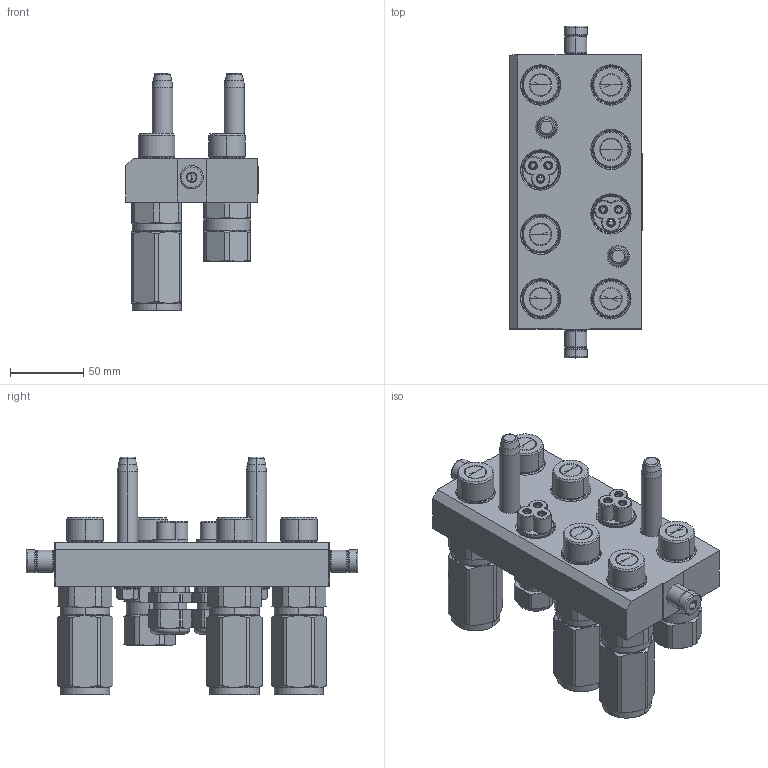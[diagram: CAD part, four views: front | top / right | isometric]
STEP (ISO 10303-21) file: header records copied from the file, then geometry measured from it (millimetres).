
FILE_DESCRIPTION (( 'STEP AP214' ), '1' );
FILE_NAME ('FASTER.step', '2023-04-11T08:02:57', ( '' ), ( '' ), 'SwSTEP 2.0', 'SolidWorks 2017', '' );
FILE_SCHEMA (( 'AUTOMOTIVE_DESIGN' ));
Length unit declared in the file: millimetre
Products named in the file (14): 4830_028_1000_011; 4830_021_1000_000; corpospel08-3m; 4830_044_0000_000; 3ffnp12_gas_m; conn_3p_m; P808_M_BASE; 2ffnp12-18g_m; 4830_013_3000_030; 1540_080_0008_000; FASTER; et002; 4850_010_0000_020
Assembly tree (24 placements, depth 3):
  FASTER
    P808_M_BASE
      4850_010_0000_020
      4830_021_1000_000  x2
      1540_080_0008_000  x2
      4830_013_3000_030  x2
      4830_028_1000_011  x2
    3ffnp12_gas_m  x3
      3ffnp12_gas_m
    conn_3p_m  x2
      4830_044_0000_000
      corpospel08-3m
    2ffnp12-18g_m  x3
    et002
Bounding box: 90.3 x 226.6 x 162.2 mm (x, y, z)
Volume: 111876.7 mm3; surface area: 232403.9 mm2
Topology: 12 solids, 78 shells, 3256 faces, 8894 edges, 5737 vertices
Faces by surface type: plane 1573, cylinder 725, cone 608, torus 228, bspline 110, sphere 12
Entity records: 73329 total; most frequent: CARTESIAN_POINT 18143, ORIENTED_EDGE 9948, DIRECTION 9503, EDGE_CURVE 5185, LINE 3475, VECTOR 3475, VERTEX_POINT 3370, AXIS2_PLACEMENT_3D 3014
